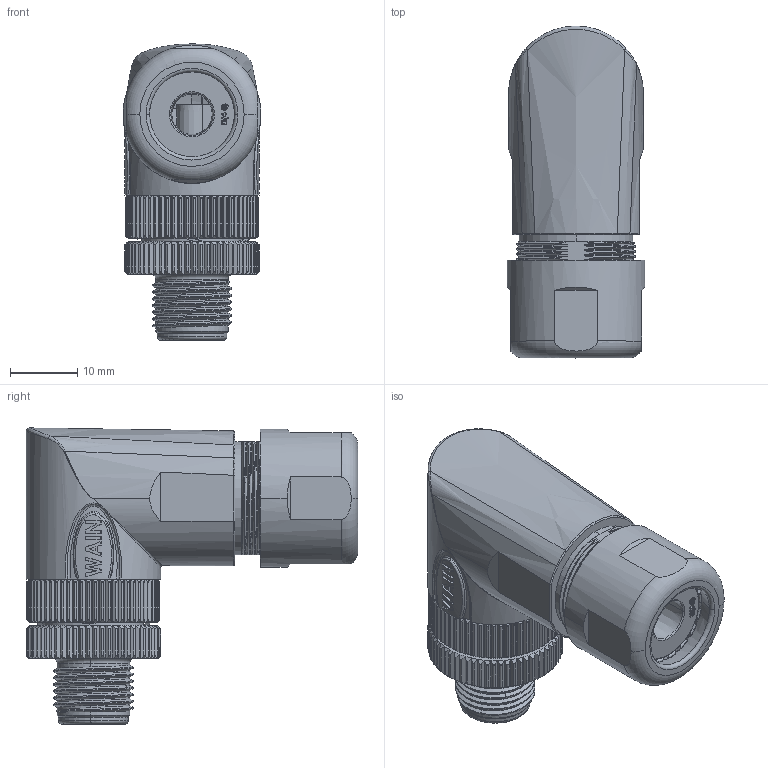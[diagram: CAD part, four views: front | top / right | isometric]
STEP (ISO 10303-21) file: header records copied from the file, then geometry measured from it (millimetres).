
FILE_DESCRIPTION((''),'2;1');
FILE_NAME('3D_1630055112001_M12-M05A-S-D6-','2017-08-14T',('zq.xu'),(''),'PRO/ENGINEER BY PARAMETRIC TECHNOLOGY CORPORATION, 2012480','PRO/ENGINEER BY PARAMETRIC TECHNOLOGY CORPORATION, 2012480','');
FILE_SCHEMA(('AUTOMOTIVE_DESIGN { 1 0 10303 214 1 1 1 1 }'));
Products named in the file (1): 3D_1630055112001_M12-M05A-S-D6-
Bounding box: 20.5 x 49.3 x 44 mm (x, y, z)
Volume: 13639.7 mm3; surface area: 19033.8 mm2
Topology: 1 solids, 1 shells, 2805 faces, 7874 edges, 5045 vertices
Faces by surface type: plane 783, cylinder 769, cone 406, bspline 388, torus 249, extrusion 112, sphere 98
Entity records: 132731 total; most frequent: CARTESIAN_POINT 66076, ORIENTED_EDGE 15692, DIRECTION 11640, EDGE_CURVE 7846, VERTEX_POINT 5045, AXIS2_PLACEMENT_3D 4546, B_SPLINE_CURVE_WITH_KNOTS 3281, EDGE_LOOP 2927
